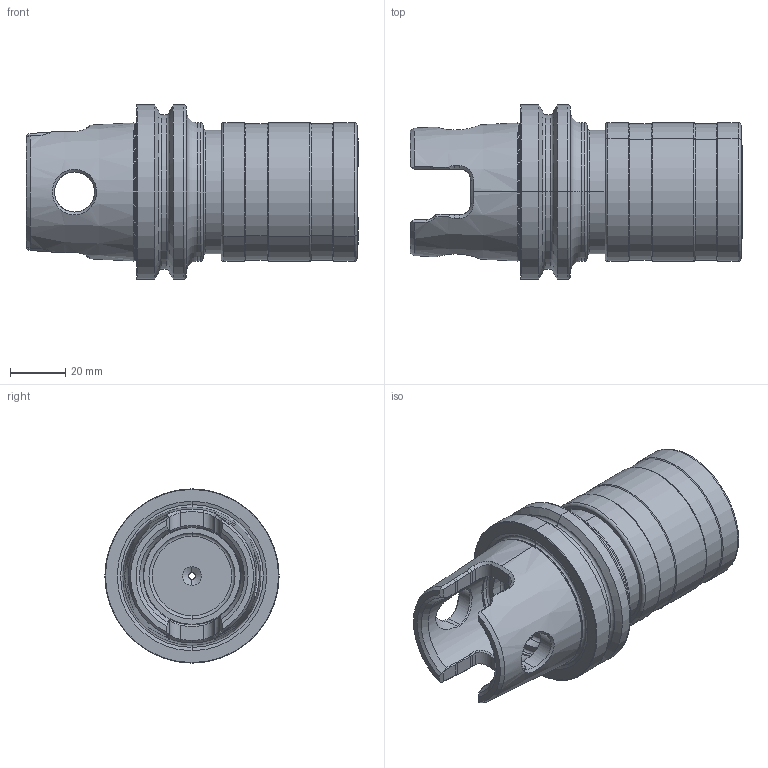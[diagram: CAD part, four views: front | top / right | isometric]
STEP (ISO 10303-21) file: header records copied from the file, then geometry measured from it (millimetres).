
FILE_DESCRIPTION (( 'STEP AP203' ), '1' );
FILE_NAME ('KM6.Go2.001.080.STEP', '2012-05-21T06:40:27', ( 'baer' ), ( 'Hewlett-Packard Company' ), 'SwSTEP 2.0', 'SolidWorks 2012', '' );
FILE_SCHEMA (( 'CONFIG_CONTROL_DESIGN' ));
Length unit declared in the file: millimetre
Products named in the file (10): KM6.Go2.001.080; Einbausatz Go2_gespannt; Kugel Go2; Hülse Go2; Federring innen Go2_gespannt; Federring aussen Go2_gespannt; Feder klein Go2_gespannt; Feder gross Go2_vorgespannt; Boden Go2; KM6-Go2.001.080_B
Assembly tree (11 placements, depth 3):
  KM6.Go2.001.080
    KM6-Go2.001.080_B
    Einbausatz Go2_gespannt
      Boden Go2
      Feder gross Go2_vorgespannt
      Feder klein Go2_gespannt
      Federring aussen Go2_gespannt
      Federring innen Go2_gespannt
      Hülse Go2
      Kugel Go2  x3
Bounding box: 119.95 x 62.95 x 62.95 mm (x, y, z)
Volume: 159480 mm3; surface area: 55619.5 mm2
Topology: 10 solids, 10 shells, 394 faces, 940 edges, 563 vertices
Faces by surface type: cylinder 108, plane 81, torus 76, cone 64, bspline 59, sphere 6
Entity records: 19505 total; most frequent: CARTESIAN_POINT 10019, ORIENTED_EDGE 1826, DIRECTION 1642, EDGE_CURVE 913, AXIS2_PLACEMENT_3D 706, VERTEX_POINT 546, EDGE_LOOP 419, FACE_OUTER_BOUND 390
